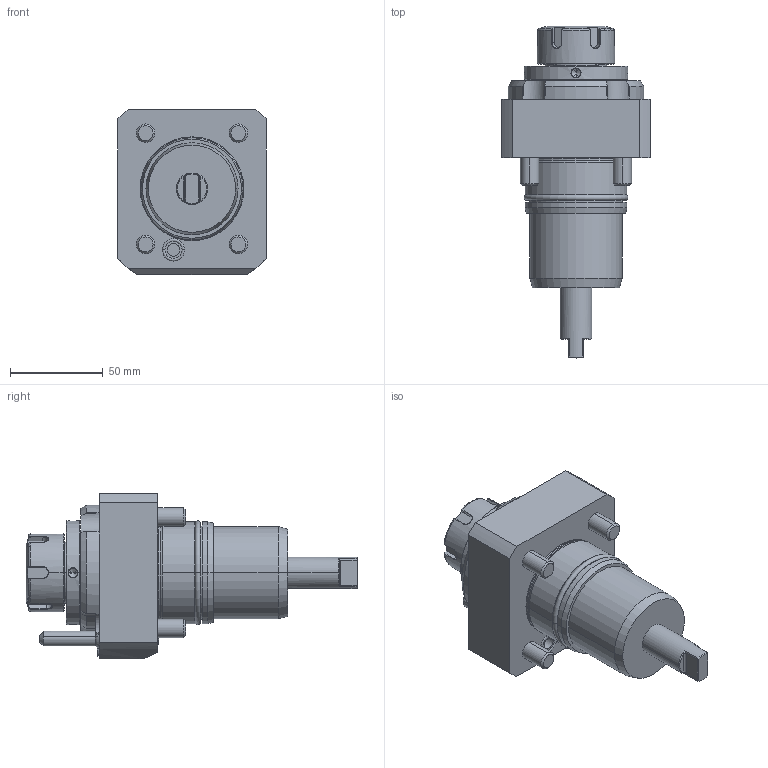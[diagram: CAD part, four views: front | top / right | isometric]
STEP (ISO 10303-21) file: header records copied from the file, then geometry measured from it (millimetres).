
FILE_DESCRIPTION((''),'2;1');
FILE_NAME('NGT2_55_101_25_1_NT','2022-08-12T',('vali'),('NOVA GRUP'),'PRO/ENGINEER BY PARAMETRIC TECHNOLOGY CORPORATION, 2010280','PRO/ENGINEER BY PARAMETRIC TECHNOLOGY CORPORATION, 2010280','');
FILE_SCHEMA(('CONFIG_CONTROL_DESIGN'));
Length unit declared in the file: millimetre
Products named in the file (1): NGT2_55_101_25_1_NT
Bounding box: 80 x 179.1 x 89.5 mm (x, y, z)
Volume: 463976.3 mm3; surface area: 53080.9 mm2
Topology: 2 solids, 2 shells, 283 faces, 691 edges, 424 vertices
Faces by surface type: plane 91, cylinder 78, cone 52, bspline 40, torus 20, sphere 2
Entity records: 12431 total; most frequent: CARTESIAN_POINT 6047, ORIENTED_EDGE 1366, DIRECTION 1243, EDGE_CURVE 683, AXIS2_PLACEMENT_3D 482, VERTEX_POINT 424, EDGE_LOOP 305, FACE_OUTER_BOUND 283
